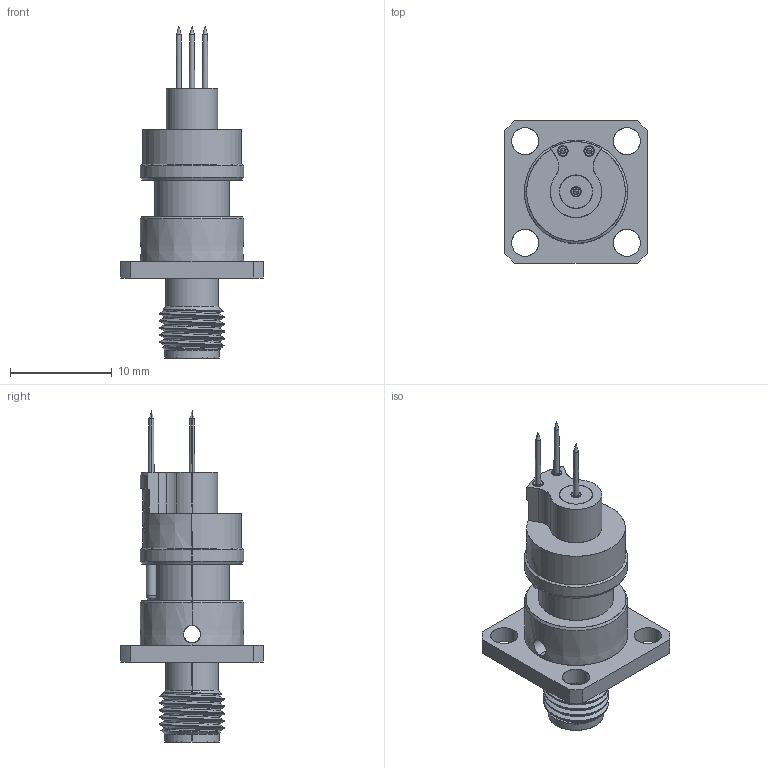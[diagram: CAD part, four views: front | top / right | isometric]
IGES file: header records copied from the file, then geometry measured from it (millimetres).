
Start section: SolidWorks IGES file using analytic representation for surfaces
Global section: file name: K-50B-S.IGS; native system: SolidWorks 2015; preprocessor: SolidWorks 2015; author: ksnyder; date: 170106.082444; units: inch
Bounding box: 14 x 14 x 32.69 mm (x, y, z)
Surface area: 1790.9 mm2 (no closed solid volume)
Topology: 0 solids, 0 shells, 139 faces, 2123 edges, 2117 vertices
Faces by surface type: revolution 113, bspline 26
